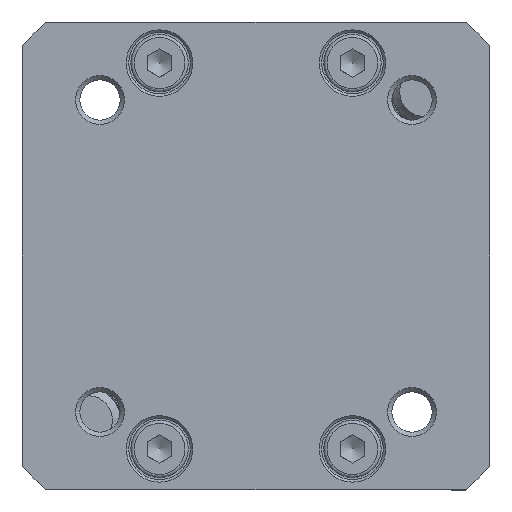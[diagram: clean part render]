
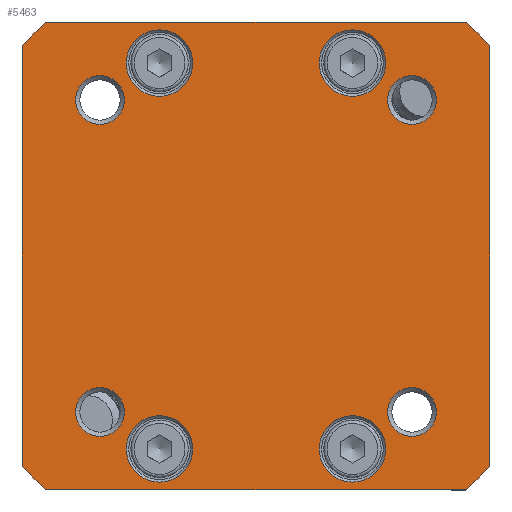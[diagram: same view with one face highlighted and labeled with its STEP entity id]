
A CAD part, front view. The second image highlights one B-rep face of the part: STEP entity #5463.
In plain terms, the highlighted planar face has unit normal (0, -1, 0).
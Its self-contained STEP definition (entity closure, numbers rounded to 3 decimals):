
#5300=CARTESIAN_POINT('',(0.,-7.625,0.));
#5301=DIRECTION('',(0.0,1.0,0.0));
#5302=DIRECTION('',(0.0,0.0,1.0));
#5303=AXIS2_PLACEMENT_3D('',#5300,#5301,#5302);
#5304=PLANE('',#5303);
#5305=CARTESIAN_POINT('',(25.511,-7.625,28.5));
#5306=VERTEX_POINT('',#5305);
#5307=CARTESIAN_POINT('',(28.5,-7.625,25.511));
#5308=VERTEX_POINT('',#5307);
#5309=CARTESIAN_POINT('',(0.0,-7.625,0.0));
#5310=DIRECTION('',(0.0,1.0,0.0));
#5311=DIRECTION('',(0.667,0.0,0.745));
#5312=AXIS2_PLACEMENT_3D('',#5309,#5310,#5311);
#5313=CIRCLE('',#5312,38.25);
#5314=EDGE_CURVE('',#5306,#5308,#5313,.T.);
#5315=ORIENTED_EDGE('',*,*,#5314,.F.);
#5316=CARTESIAN_POINT('',(-25.511,-7.625,28.5));
#5317=VERTEX_POINT('',#5316);
#5318=CARTESIAN_POINT('',(-25.511,-7.625,28.5));
#5319=DIRECTION('',(1.0,0.0,0.0));
#5320=VECTOR('',#5319,51.022);
#5321=LINE('',#5318,#5320);
#5322=EDGE_CURVE('',#5317,#5306,#5321,.T.);
#5323=ORIENTED_EDGE('',*,*,#5322,.F.);
#5324=CARTESIAN_POINT('',(-28.5,-7.625,25.511));
#5325=VERTEX_POINT('',#5324);
#5326=CARTESIAN_POINT('',(0.0,-7.625,0.0));
#5327=DIRECTION('',(0.0,1.0,0.0));
#5328=DIRECTION('',(-0.745,0.0,0.667));
#5329=AXIS2_PLACEMENT_3D('',#5326,#5327,#5328);
#5330=CIRCLE('',#5329,38.25);
#5331=EDGE_CURVE('',#5325,#5317,#5330,.T.);
#5332=ORIENTED_EDGE('',*,*,#5331,.F.);
#5333=CARTESIAN_POINT('',(-28.5,-7.625,-25.511));
#5334=VERTEX_POINT('',#5333);
#5335=CARTESIAN_POINT('',(-28.5,-7.625,-25.511));
#5336=DIRECTION('',(0.0,0.0,1.0));
#5337=VECTOR('',#5336,51.022);
#5338=LINE('',#5335,#5337);
#5339=EDGE_CURVE('',#5334,#5325,#5338,.T.);
#5340=ORIENTED_EDGE('',*,*,#5339,.F.);
#5341=CARTESIAN_POINT('',(-25.511,-7.625,-28.5));
#5342=VERTEX_POINT('',#5341);
#5343=CARTESIAN_POINT('',(0.0,-7.625,0.0));
#5344=DIRECTION('',(0.0,1.0,0.0));
#5345=DIRECTION('',(-0.667,0.0,-0.745));
#5346=AXIS2_PLACEMENT_3D('',#5343,#5344,#5345);
#5347=CIRCLE('',#5346,38.25);
#5348=EDGE_CURVE('',#5342,#5334,#5347,.T.);
#5349=ORIENTED_EDGE('',*,*,#5348,.F.);
#5350=CARTESIAN_POINT('',(25.511,-7.625,-28.5));
#5351=VERTEX_POINT('',#5350);
#5352=CARTESIAN_POINT('',(25.511,-7.625,-28.5));
#5353=DIRECTION('',(-1.0,0.0,0.0));
#5354=VECTOR('',#5353,51.022);
#5355=LINE('',#5352,#5354);
#5356=EDGE_CURVE('',#5351,#5342,#5355,.T.);
#5357=ORIENTED_EDGE('',*,*,#5356,.F.);
#5358=CARTESIAN_POINT('',(28.5,-7.625,-25.511));
#5359=VERTEX_POINT('',#5358);
#5360=CARTESIAN_POINT('',(0.0,-7.625,0.0));
#5361=DIRECTION('',(0.0,1.0,0.0));
#5362=DIRECTION('',(0.745,0.0,-0.667));
#5363=AXIS2_PLACEMENT_3D('',#5360,#5361,#5362);
#5364=CIRCLE('',#5363,38.25);
#5365=EDGE_CURVE('',#5359,#5351,#5364,.T.);
#5366=ORIENTED_EDGE('',*,*,#5365,.F.);
#5367=CARTESIAN_POINT('',(28.5,-7.625,25.511));
#5368=DIRECTION('',(0.0,0.0,-1.0));
#5369=VECTOR('',#5368,51.022);
#5370=LINE('',#5367,#5369);
#5371=EDGE_CURVE('',#5308,#5359,#5370,.T.);
#5372=ORIENTED_EDGE('',*,*,#5371,.F.);
#5373=EDGE_LOOP('',(#5315,#5323,#5332,#5340,#5349,#5357,#5366,#5372));
#5374=FACE_OUTER_BOUND('',#5373,.T.);
#5375=CARTESIAN_POINT('',(21.958,-7.625,-19.0));
#5376=VERTEX_POINT('',#5375);
#5377=CARTESIAN_POINT('',(19.0,-7.625,-19.0));
#5378=DIRECTION('',(0.0,-1.0,0.0));
#5379=DIRECTION('',(-1.0,0.0,0.0));
#5380=AXIS2_PLACEMENT_3D('',#5377,#5378,#5379);
#5381=CIRCLE('',#5380,2.959);
#5382=EDGE_CURVE('',#5376,#5376,#5381,.T.);
#5383=ORIENTED_EDGE('',*,*,#5382,.F.);
#5384=EDGE_LOOP('',(#5383));
#5385=FACE_BOUND('',#5384,.T.);
#5386=CARTESIAN_POINT('',(-16.042,-7.625,19.0));
#5387=VERTEX_POINT('',#5386);
#5388=CARTESIAN_POINT('',(-19.0,-7.625,19.0));
#5389=DIRECTION('',(0.0,-1.0,0.0));
#5390=DIRECTION('',(-1.0,0.0,0.0));
#5391=AXIS2_PLACEMENT_3D('',#5388,#5389,#5390);
#5392=CIRCLE('',#5391,2.958);
#5393=EDGE_CURVE('',#5387,#5387,#5392,.T.);
#5394=ORIENTED_EDGE('',*,*,#5393,.F.);
#5395=EDGE_LOOP('',(#5394));
#5396=FACE_BOUND('',#5395,.T.);
#5397=CARTESIAN_POINT('',(15.8,-7.625,-23.5));
#5398=VERTEX_POINT('',#5397);
#5399=CARTESIAN_POINT('',(11.75,-7.625,-23.5));
#5400=DIRECTION('',(0.0,-1.0,0.0));
#5401=DIRECTION('',(-1.0,0.0,0.0));
#5402=AXIS2_PLACEMENT_3D('',#5399,#5400,#5401);
#5403=CIRCLE('',#5402,4.05);
#5404=EDGE_CURVE('',#5398,#5398,#5403,.T.);
#5405=ORIENTED_EDGE('',*,*,#5404,.F.);
#5406=EDGE_LOOP('',(#5405));
#5407=FACE_BOUND('',#5406,.T.);
#5408=CARTESIAN_POINT('',(-7.7,-7.625,23.5));
#5409=VERTEX_POINT('',#5408);
#5410=CARTESIAN_POINT('',(-11.75,-7.625,23.5));
#5411=DIRECTION('',(0.0,-1.0,0.0));
#5412=DIRECTION('',(-1.0,0.0,0.0));
#5413=AXIS2_PLACEMENT_3D('',#5410,#5411,#5412);
#5414=CIRCLE('',#5413,4.05);
#5415=EDGE_CURVE('',#5409,#5409,#5414,.T.);
#5416=ORIENTED_EDGE('',*,*,#5415,.F.);
#5417=EDGE_LOOP('',(#5416));
#5418=FACE_BOUND('',#5417,.T.);
#5419=CARTESIAN_POINT('',(15.8,-7.625,23.5));
#5420=VERTEX_POINT('',#5419);
#5421=CARTESIAN_POINT('',(11.75,-7.625,23.5));
#5422=DIRECTION('',(0.0,-1.0,0.0));
#5423=DIRECTION('',(-1.0,0.0,0.0));
#5424=AXIS2_PLACEMENT_3D('',#5421,#5422,#5423);
#5425=CIRCLE('',#5424,4.05);
#5426=EDGE_CURVE('',#5420,#5420,#5425,.T.);
#5427=ORIENTED_EDGE('',*,*,#5426,.F.);
#5428=EDGE_LOOP('',(#5427));
#5429=FACE_BOUND('',#5428,.T.);
#5430=CARTESIAN_POINT('',(-7.7,-7.625,-23.5));
#5431=VERTEX_POINT('',#5430);
#5432=CARTESIAN_POINT('',(-11.75,-7.625,-23.5));
#5433=DIRECTION('',(0.0,-1.0,0.0));
#5434=DIRECTION('',(-1.0,0.0,0.0));
#5435=AXIS2_PLACEMENT_3D('',#5432,#5433,#5434);
#5436=CIRCLE('',#5435,4.05);
#5437=EDGE_CURVE('',#5431,#5431,#5436,.T.);
#5438=ORIENTED_EDGE('',*,*,#5437,.F.);
#5439=EDGE_LOOP('',(#5438));
#5440=FACE_BOUND('',#5439,.T.);
#5441=CARTESIAN_POINT('',(21.958,-7.625,19.0));
#5442=VERTEX_POINT('',#5441);
#5443=CARTESIAN_POINT('',(19.0,-7.625,19.0));
#5444=DIRECTION('',(0.0,-1.0,0.0));
#5445=DIRECTION('',(-1.0,0.0,0.0));
#5446=AXIS2_PLACEMENT_3D('',#5443,#5444,#5445);
#5447=CIRCLE('',#5446,2.959);
#5448=EDGE_CURVE('',#5442,#5442,#5447,.T.);
#5449=ORIENTED_EDGE('',*,*,#5448,.F.);
#5450=EDGE_LOOP('',(#5449));
#5451=FACE_BOUND('',#5450,.T.);
#5452=CARTESIAN_POINT('',(-16.042,-7.625,-19.0));
#5453=VERTEX_POINT('',#5452);
#5454=CARTESIAN_POINT('',(-19.0,-7.625,-19.0));
#5455=DIRECTION('',(0.0,-1.0,0.0));
#5456=DIRECTION('',(-1.0,0.0,0.0));
#5457=AXIS2_PLACEMENT_3D('',#5454,#5455,#5456);
#5458=CIRCLE('',#5457,2.958);
#5459=EDGE_CURVE('',#5453,#5453,#5458,.T.);
#5460=ORIENTED_EDGE('',*,*,#5459,.F.);
#5461=EDGE_LOOP('',(#5460));
#5462=FACE_BOUND('',#5461,.T.);
#5463=ADVANCED_FACE('',(#5374,#5385,#5396,#5407,#5418,#5429,#5440,#5451,#5462),#5304,.F.);
